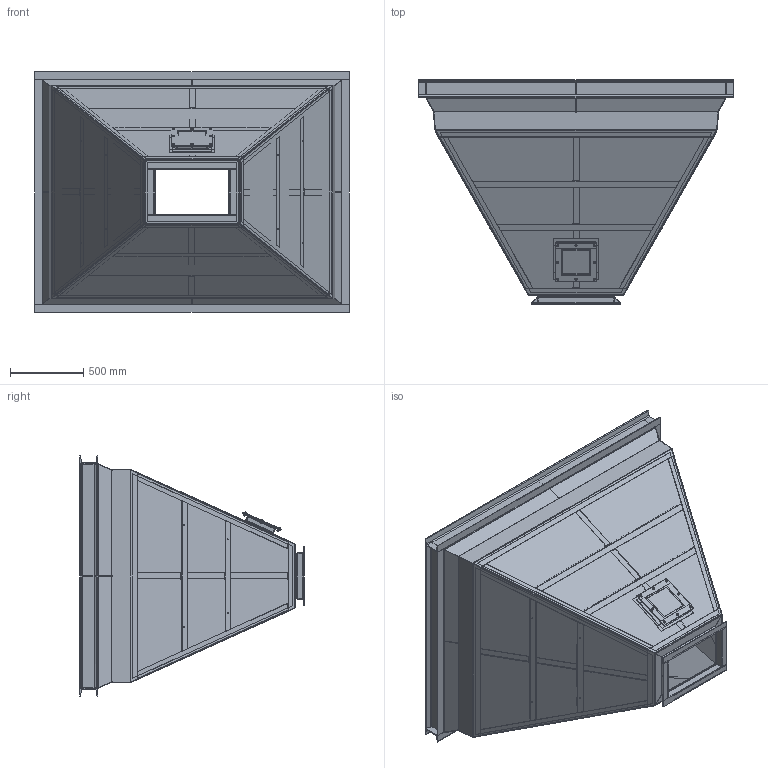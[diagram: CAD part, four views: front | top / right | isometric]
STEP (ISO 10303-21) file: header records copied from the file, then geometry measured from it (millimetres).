
FILE_DESCRIPTION(('FreeCAD Model'),'2;1');
FILE_NAME('Open CASCADE Shape Model','2025-05-01T12:13:23',('FreeCAD'),( 'FreeCAD'),'Open CASCADE STEP processor 7.6','FreeCAD','Unknown');
FILE_SCHEMA(('AUTOMOTIVE_DESIGN { 1 0 10303 214 1 1 1 1 }'));
Products named in the file (1): Open CASCADE STEP translator 7.6 1
Bounding box: 2148 x 1531.37 x 1637.54 mm (x, y, z)
Volume: 322317610.1 mm3; surface area: 47276966.6 mm2
Topology: 71 solids, 87 shells, 1274 faces, 2744 edges, 1652 vertices
Faces by surface type: bspline 1274
Entity records: 34564 total; most frequent: CARTESIAN_POINT 17501, ORIENTED_EDGE 5472, EDGE_CURVE 2744, B_SPLINE_CURVE_WITH_KNOTS 2112, VERTEX_POINT 1652, FACE_BOUND 1370, EDGE_LOOP 1370, ADVANCED_FACE 1274
